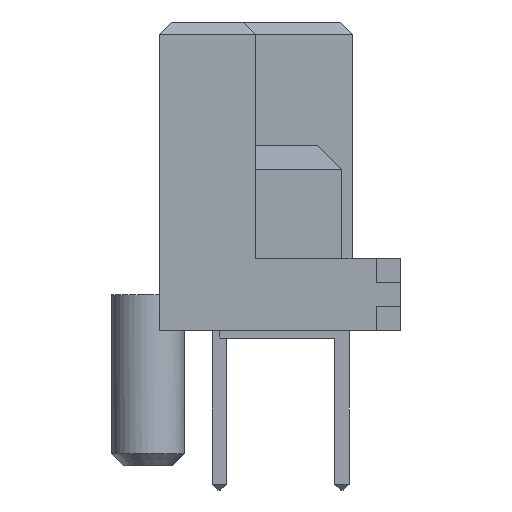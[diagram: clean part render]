
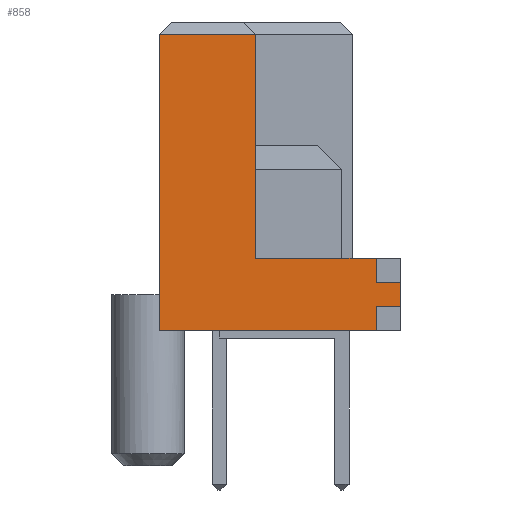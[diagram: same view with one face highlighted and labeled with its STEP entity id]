
A CAD part, front view. The second image highlights one B-rep face of the part: STEP entity #858.
In plain terms, the highlighted planar face has unit normal (0, -1, 0).
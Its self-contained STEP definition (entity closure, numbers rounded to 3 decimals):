
#12=DIRECTION('',(0.,0.,1.));
#26=VECTOR('',#12,1.);
#29=VERTEX_POINT('',#30);
#30=CARTESIAN_POINT('',(3.25,-13.955,0.5));
#35=EDGE_CURVE('',#36,#29,#38,.T.);
#36=VERTEX_POINT('',#37);
#37=CARTESIAN_POINT('',(3.25,-13.955,0.));
#38=LINE('',#37,#26);
#44=DIRECTION('',(1.,0.,0.));
#58=VECTOR('',#59,1.);
#59=DIRECTION('',(-1.,0.,0.));
#76=VECTOR('',#44,1.);
#94=CARTESIAN_POINT('',(-1.25,-13.955,0.));
#378=EDGE_CURVE('',#36,#379,#380,.T.);
#379=VERTEX_POINT('',#94);
#380=LINE('',#381,#58);
#381=CARTESIAN_POINT('',(3.75,-13.955,0.));
#847=ORIENTED_EDGE('',*,*,#848,.T.);
#848=EDGE_CURVE('',#29,#849,#851,.T.);
#849=VERTEX_POINT('',#850);
#850=CARTESIAN_POINT('',(3.75,-13.955,0.5));
#851=LINE('',#30,#76);
#858=ADVANCED_FACE('',(#859),#899,.T.);
#859=FACE_BOUND('',#860,.T.);
#860=EDGE_LOOP('',(#861,#862,#847,#863,#868,#873,#878,#884,#890,#896));
#861=ORIENTED_EDGE('',*,*,#378,.F.);
#862=ORIENTED_EDGE('',*,*,#35,.T.);
#863=ORIENTED_EDGE('',*,*,#864,.T.);
#864=EDGE_CURVE('',#849,#865,#867,.T.);
#865=VERTEX_POINT('',#866);
#866=CARTESIAN_POINT('',(3.75,-13.955,1.));
#867=LINE('',#381,#26);
#868=ORIENTED_EDGE('',*,*,#869,.F.);
#869=EDGE_CURVE('',#870,#865,#872,.T.);
#870=VERTEX_POINT('',#871);
#871=CARTESIAN_POINT('',(3.25,-13.955,1.));
#872=LINE('',#871,#76);
#873=ORIENTED_EDGE('',*,*,#874,.T.);
#874=EDGE_CURVE('',#870,#875,#877,.T.);
#875=VERTEX_POINT('',#876);
#876=CARTESIAN_POINT('',(3.25,-13.955,1.5));
#877=LINE('',#871,#26);
#878=ORIENTED_EDGE('',*,*,#879,.T.);
#879=EDGE_CURVE('',#875,#880,#882,.T.);
#880=VERTEX_POINT('',#881);
#881=CARTESIAN_POINT('',(0.75,-13.955,1.5));
#882=LINE('',#883,#58);
#883=CARTESIAN_POINT('',(3.75,-13.955,1.5));
#884=ORIENTED_EDGE('',*,*,#885,.T.);
#885=EDGE_CURVE('',#880,#886,#888,.T.);
#886=VERTEX_POINT('',#887);
#887=CARTESIAN_POINT('',(0.75,-13.955,6.15));
#888=LINE('',#889,#26);
#889=CARTESIAN_POINT('',(0.75,-13.955,0.));
#890=ORIENTED_EDGE('',*,*,#891,.F.);
#891=EDGE_CURVE('',#892,#886,#894,.T.);
#892=VERTEX_POINT('',#893);
#893=CARTESIAN_POINT('',(-1.25,-13.955,6.15));
#894=LINE('',#895,#76);
#895=CARTESIAN_POINT('',(-1.,-13.955,6.15));
#896=ORIENTED_EDGE('',*,*,#897,.F.);
#897=EDGE_CURVE('',#379,#892,#898,.T.);
#898=LINE('',#94,#26);
#899=PLANE('',#900);
#900=AXIS2_PLACEMENT_3D('',#901,#902,#903);
#901=CARTESIAN_POINT('',(0.602,-13.955,2.449));
#902=DIRECTION('',(0.,-1.,0.));
#903=DIRECTION('',(-1.,0.,0.));
